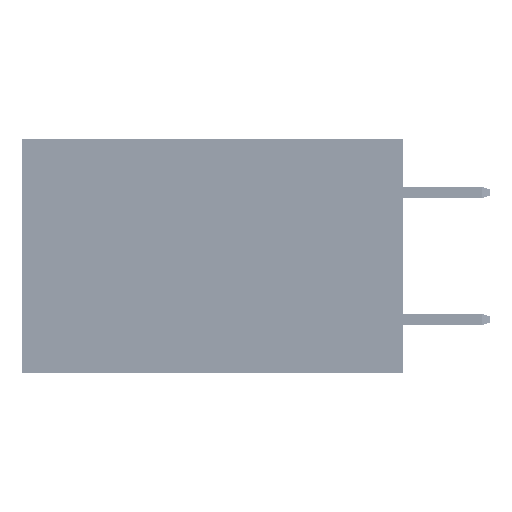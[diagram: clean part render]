
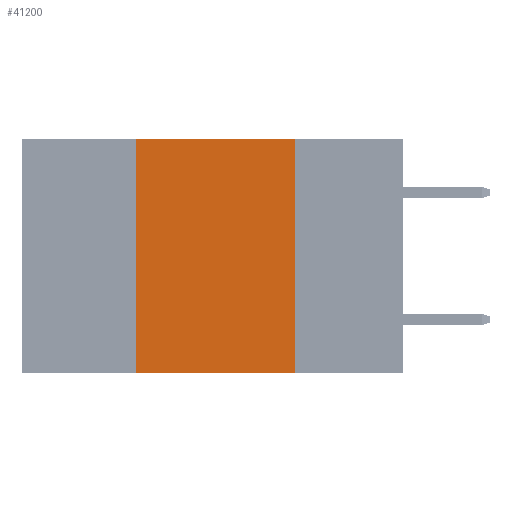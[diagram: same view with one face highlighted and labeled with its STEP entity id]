
A CAD part, left-side view. The second image highlights one B-rep face of the part: STEP entity #41200.
In plain terms, the highlighted planar face has unit normal (-1, 0, 0).
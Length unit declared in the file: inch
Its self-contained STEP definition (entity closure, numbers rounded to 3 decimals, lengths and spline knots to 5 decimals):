
#168 = CARTESIAN_POINT ( 'NONE',  ( 0., 0.17, 0. ) ) ;
#1025 = EDGE_CURVE ( 'NONE', #36590, #31230, #5849, .T. ) ;
#3766 = PLANE ( 'NONE',  #23836 ) ;
#5125 = CARTESIAN_POINT ( 'NONE',  ( 0., 0.17, 0. ) ) ;
#5849 = LINE ( 'NONE', #17369, #49090 ) ;
#6092 = DIRECTION ( 'NONE',  ( 0., 0., 1. ) ) ;
#6552 = VERTEX_POINT ( 'NONE', #168 ) ;
#6639 = EDGE_LOOP ( 'NONE', ( #42663, #25323, #29651, #30347 ) ) ;
#6858 = LINE ( 'NONE', #18357, #31703 ) ;
#8291 = EDGE_CURVE ( 'NONE', #31230, #6552, #6858, .T. ) ;
#10113 = DIRECTION ( 'NONE',  ( 0., 0., -1. ) ) ;
#16709 = CARTESIAN_POINT ( 'NONE',  ( 0., 0.6, -0.37 ) ) ;
#17038 = EDGE_CURVE ( 'NONE', #36590, #35778, #31938, .T. ) ;
#17369 = CARTESIAN_POINT ( 'NONE',  ( 0., 0.42, 0. ) ) ;
#18357 = CARTESIAN_POINT ( 'NONE',  ( 0., 0.6, 0. ) ) ;
#19015 = DIRECTION ( 'NONE',  ( 1., 0., 0. ) ) ;
#21831 = DIRECTION ( 'NONE',  ( 0., -1., 0. ) ) ;
#23348 = VECTOR ( 'NONE', #27367, 39.37008 ) ;
#23836 = AXIS2_PLACEMENT_3D ( 'NONE', #41983, #19015, #10113 ) ;
#23924 = CARTESIAN_POINT ( 'NONE',  ( 0., 0.17, -0.37 ) ) ;
#24099 = LINE ( 'NONE', #5125, #23348 ) ;
#24966 = VECTOR ( 'NONE', #47154, 39.37008 ) ;
#25323 = ORIENTED_EDGE ( 'NONE', *, *, #8291, .F. ) ;
#27367 = DIRECTION ( 'NONE',  ( 0., 0., -1. ) ) ;
#29651 = ORIENTED_EDGE ( 'NONE', *, *, #1025, .F. ) ;
#30347 = ORIENTED_EDGE ( 'NONE', *, *, #17038, .T. ) ;
#31230 = VERTEX_POINT ( 'NONE', #39953 ) ;
#31703 = VECTOR ( 'NONE', #21831, 39.37008 ) ;
#31938 = LINE ( 'NONE', #16709, #24966 ) ;
#35778 = VERTEX_POINT ( 'NONE', #23924 ) ;
#36590 = VERTEX_POINT ( 'NONE', #41284 ) ;
#39953 = CARTESIAN_POINT ( 'NONE',  ( 0., 0.42, 0. ) ) ;
#41200 = ADVANCED_FACE ( 'NONE', ( #45469 ), #3766, .F. ) ;
#41284 = CARTESIAN_POINT ( 'NONE',  ( 0., 0.42, -0.37 ) ) ;
#41983 = CARTESIAN_POINT ( 'NONE',  ( 0., 0.6, 0. ) ) ;
#42663 = ORIENTED_EDGE ( 'NONE', *, *, #45287, .F. ) ;
#45287 = EDGE_CURVE ( 'NONE', #6552, #35778, #24099, .T. ) ;
#45469 = FACE_OUTER_BOUND ( 'NONE', #6639, .T. ) ;
#47154 = DIRECTION ( 'NONE',  ( 0., -1., 0. ) ) ;
#49090 = VECTOR ( 'NONE', #6092, 39.37008 ) ;
